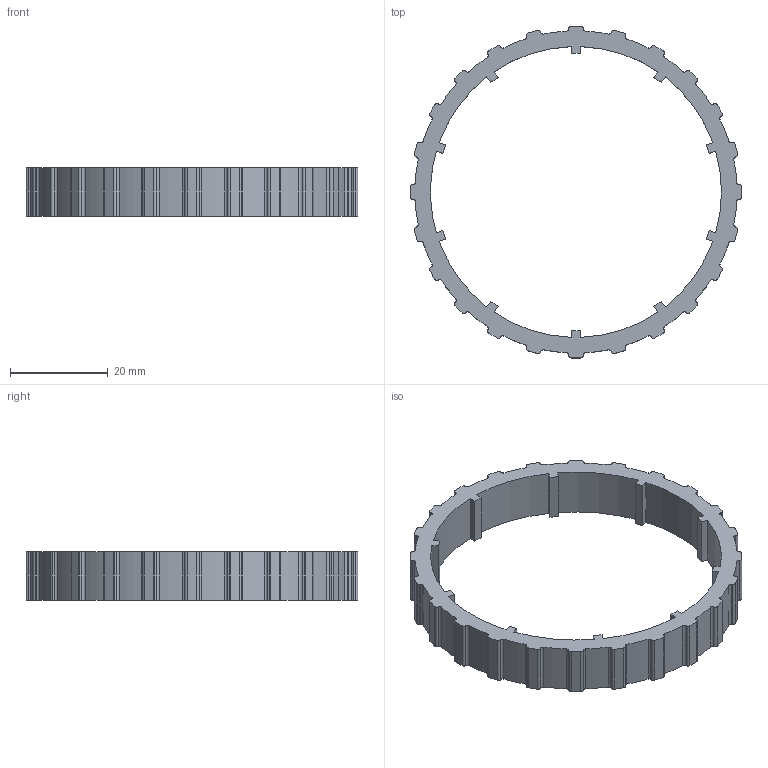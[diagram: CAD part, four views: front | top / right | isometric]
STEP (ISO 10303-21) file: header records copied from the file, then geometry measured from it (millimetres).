
FILE_DESCRIPTION (( 'STEP AP203' ), '1' );
FILE_NAME ('tire_no_slit.STEP', '2025-11-15T17:56:32', ( '' ), ( '' ), 'SwSTEP 2.0', 'SolidWorks 2025', '' );
FILE_SCHEMA (( 'CONFIG_CONTROL_DESIGN' ));
Length unit declared in the file: millimetre
Products named in the file (1): tire_no_slit
Bounding box: 68 x 68 x 10 mm (x, y, z)
Volume: 7289.6 mm3; surface area: 5983.1 mm2
Topology: 1 solids, 1 shells, 255 faces, 759 edges, 506 vertices
Faces by surface type: cylinder 151, plane 104
Entity records: 8756 total; most frequent: DIRECTION 1573, CARTESIAN_POINT 1521, ORIENTED_EDGE 1518, EDGE_CURVE 759, AXIS2_PLACEMENT_3D 558, VERTEX_POINT 506, LINE 457, VECTOR 457
